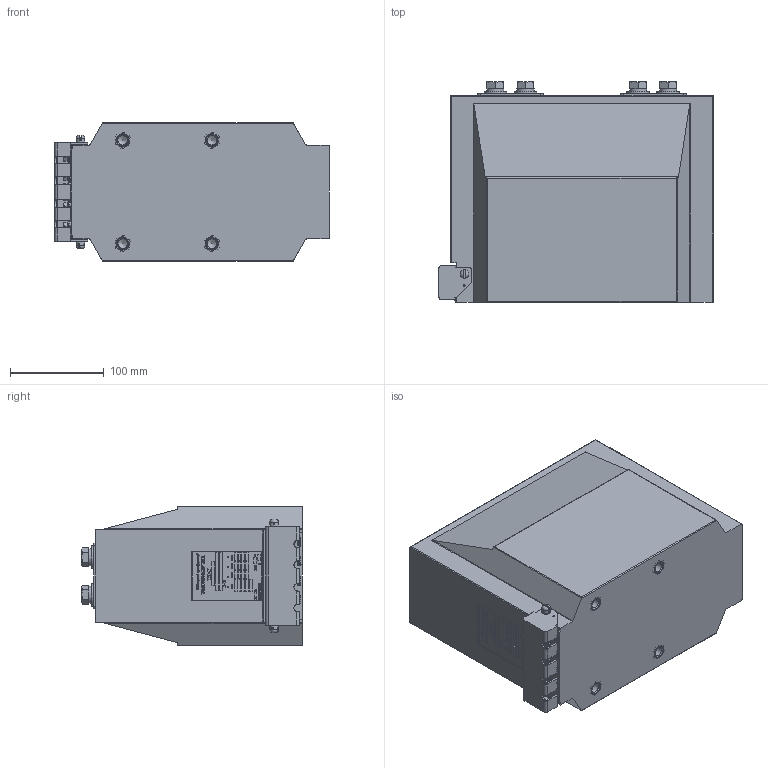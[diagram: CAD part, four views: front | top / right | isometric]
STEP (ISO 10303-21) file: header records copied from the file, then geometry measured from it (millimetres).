
FILE_DESCRIPTION(('STEP AP214'), '1');
FILE_NAME('ÈÁËÒ.671213.019-01ÑÁ òðàíñôîðìàòîð òîêà ÒËÊ-ÑÒ-10-12.2 (2000À)', '2023-06-01T05:28:01', ('UNSPECIFIED'), ('UNSPECIFIED'), 'ASCON STEP Converter 1.3', 'ASCON Math Kernel', '');
FILE_SCHEMA(('AUTOMOTIVE_DESIGN { 1 0 10303 214 3 1 1}'));
Length unit declared in the file: millimetre
Products named in the file (16): 攘艘.671213.019-01; 屡扔.758472.007-02; 屡扔.758472.015; ﾂﾅﾈﾓ.757465.007ﾀ-01
Assembly tree (73 placements, depth 3):
  攘艘.671213.019-01
    (unnamed)
      (unnamed)
      屡扔.758472.007-02  x8
      (unnamed)  x4
      屡扔.758472.015  x2
    (unnamed)  x9
    (unnamed)  x9
    (unnamed)  x9
    (unnamed)  x8
    (unnamed)  x8
    (unnamed)  x8
    (unnamed)
    (unnamed)  x2
    (unnamed)
    ﾂﾅﾈﾓ.757465.007ﾀ-01  x2
Bounding box: 292.4 x 235 x 148 mm (x, y, z)
Volume: 8304482.3 mm3; surface area: 396167.2 mm2
Topology: 71 solids, 72 shells, 6540 faces, 18137 edges, 11995 vertices
Faces by surface type: plane 4155, cylinder 2186, cone 136, torus 51, sphere 8, bspline 4
Full cylindrical faces by diameter (mm): 2 x26, 4.134 x10, 5 x10, 5.3 x8, 6 x2, 6.5 x2, 9 x2, 10 x8, 10.106 x4, 10.109 x8, 10.9 x8, 11 x8, 12 x17, 13 x13, 15 x4, 20 x2, 24 x9
Entity records: 243655 total; most frequent: CARTESIAN_POINT 36490, ORIENTED_EDGE 33504, DIRECTION 32690, EDGE_CURVE 16754, LINE 12592, VECTOR 12592, VERTEX_POINT 11184, AXIS2_PLACEMENT_3D 10049
